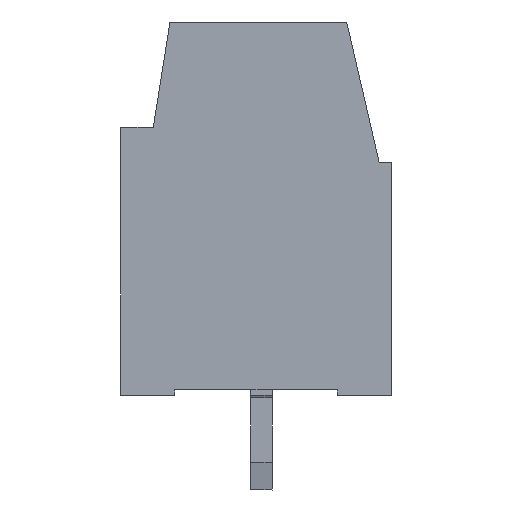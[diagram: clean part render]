
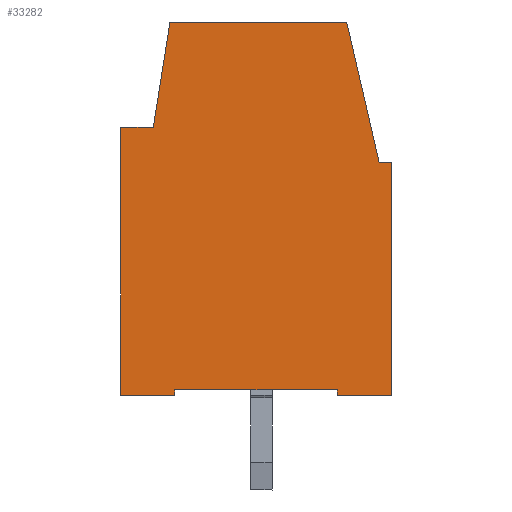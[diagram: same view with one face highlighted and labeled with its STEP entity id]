
A CAD part, left-side view. The second image highlights one B-rep face of the part: STEP entity #33282.
In plain terms, the highlighted planar face has unit normal (-1, 0, 0).
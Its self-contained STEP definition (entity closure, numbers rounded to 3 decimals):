
#33190=AXIS2_PLACEMENT_3D('Plane Axis2P3D',#33187,#33188,#33189) ;
#32798=CARTESIAN_POINT('Vertex',(0.,0.,12.101)) ;
#32801=CARTESIAN_POINT('Line Origine',(0.,0.,7.8)) ;
#32805=CARTESIAN_POINT('Vertex',(0.,0.,3.5)) ;
#33171=CARTESIAN_POINT('Vertex',(0.,0.445,12.1)) ;
#33174=CARTESIAN_POINT('Line Origine',(0.,0.223,12.1)) ;
#33187=CARTESIAN_POINT('Axis2P3D Location',(0.,3.449,14.)) ;
#33192=CARTESIAN_POINT('Line Origine',(0.,1.027,14.623)) ;
#33196=CARTESIAN_POINT('Vertex',(0.,1.609,17.145)) ;
#33199=CARTESIAN_POINT('Line Origine',(0.,1.627,17.223)) ;
#33203=CARTESIAN_POINT('Vertex',(0.,1.645,17.3)) ;
#33206=CARTESIAN_POINT('Line Origine',(0.,4.913,17.3)) ;
#33210=CARTESIAN_POINT('Vertex',(0.,8.181,17.301)) ;
#33213=CARTESIAN_POINT('Line Origine',(0.,8.49,15.351)) ;
#33217=CARTESIAN_POINT('Vertex',(0.,8.799,13.401)) ;
#33220=CARTESIAN_POINT('Line Origine',(0.,9.399,13.401)) ;
#33224=CARTESIAN_POINT('Vertex',(0.,9.999,13.401)) ;
#33227=CARTESIAN_POINT('Line Origine',(0.,10.,8.451)) ;
#33231=CARTESIAN_POINT('Vertex',(0.,10.,3.501)) ;
#33234=CARTESIAN_POINT('Line Origine',(0.,9.,3.501)) ;
#33238=CARTESIAN_POINT('Vertex',(0.,8.,3.501)) ;
#33241=CARTESIAN_POINT('Line Origine',(0.,8.,3.601)) ;
#33245=CARTESIAN_POINT('Vertex',(0.,8.,3.701)) ;
#33248=CARTESIAN_POINT('Line Origine',(0.,5.,3.7)) ;
#33252=CARTESIAN_POINT('Vertex',(0.,2.,3.7)) ;
#33255=CARTESIAN_POINT('Line Origine',(0.,2.,3.6)) ;
#33259=CARTESIAN_POINT('Vertex',(0.,2.,3.5)) ;
#33262=CARTESIAN_POINT('Line Origine',(0.,1.,3.5)) ;
#32802=DIRECTION('Vector Direction',(0.,0.,1.)) ;
#33175=DIRECTION('Vector Direction',(0.,-1.,0.001)) ;
#33188=DIRECTION('Axis2P3D Direction',(1.,0.,0.)) ;
#33189=DIRECTION('Axis2P3D XDirection',(0.,1.,0.)) ;
#33193=DIRECTION('Vector Direction',(0.,0.225,0.974)) ;
#33200=DIRECTION('Vector Direction',(0.,0.225,0.974)) ;
#33207=DIRECTION('Vector Direction',(0.,-1.,0.)) ;
#33214=DIRECTION('Vector Direction',(0.,0.157,-0.988)) ;
#33221=DIRECTION('Vector Direction',(0.,-1.,0.)) ;
#33228=DIRECTION('Vector Direction',(0.,0.,-1.)) ;
#33235=DIRECTION('Vector Direction',(0.,-1.,0.)) ;
#33242=DIRECTION('Vector Direction',(0.,0.,1.)) ;
#33249=DIRECTION('Vector Direction',(0.,-1.,0.)) ;
#33256=DIRECTION('Vector Direction',(0.,0.,-1.)) ;
#33263=DIRECTION('Vector Direction',(0.,-1.,0.)) ;
#32803=VECTOR('Line Direction',#32802,1.) ;
#33176=VECTOR('Line Direction',#33175,1.) ;
#33194=VECTOR('Line Direction',#33193,1.) ;
#33201=VECTOR('Line Direction',#33200,1.) ;
#33208=VECTOR('Line Direction',#33207,1.) ;
#33215=VECTOR('Line Direction',#33214,1.) ;
#33222=VECTOR('Line Direction',#33221,1.) ;
#33229=VECTOR('Line Direction',#33228,1.) ;
#33236=VECTOR('Line Direction',#33235,1.) ;
#33243=VECTOR('Line Direction',#33242,1.) ;
#33250=VECTOR('Line Direction',#33249,1.) ;
#33257=VECTOR('Line Direction',#33256,1.) ;
#33264=VECTOR('Line Direction',#33263,1.) ;
#33268=ORIENTED_EDGE('',*,*,#32807,.T.) ;
#33269=ORIENTED_EDGE('',*,*,#33178,.F.) ;
#33270=ORIENTED_EDGE('',*,*,#33198,.T.) ;
#33271=ORIENTED_EDGE('',*,*,#33205,.T.) ;
#33272=ORIENTED_EDGE('',*,*,#33212,.F.) ;
#33273=ORIENTED_EDGE('',*,*,#33219,.T.) ;
#33274=ORIENTED_EDGE('',*,*,#33226,.F.) ;
#33275=ORIENTED_EDGE('',*,*,#33233,.T.) ;
#33276=ORIENTED_EDGE('',*,*,#33240,.T.) ;
#33277=ORIENTED_EDGE('',*,*,#33247,.T.) ;
#33278=ORIENTED_EDGE('',*,*,#33254,.T.) ;
#33279=ORIENTED_EDGE('',*,*,#33261,.T.) ;
#33280=ORIENTED_EDGE('',*,*,#33266,.T.) ;
#33282=ADVANCED_FACE('COVER',(#33281),#33191,.F.) ;
#32807=EDGE_CURVE('',#32806,#32799,#32804,.T.) ;
#33178=EDGE_CURVE('',#33172,#32799,#33177,.T.) ;
#33198=EDGE_CURVE('',#33172,#33197,#33195,.T.) ;
#33205=EDGE_CURVE('',#33197,#33204,#33202,.T.) ;
#33212=EDGE_CURVE('',#33211,#33204,#33209,.T.) ;
#33219=EDGE_CURVE('',#33211,#33218,#33216,.T.) ;
#33226=EDGE_CURVE('',#33225,#33218,#33223,.T.) ;
#33233=EDGE_CURVE('',#33225,#33232,#33230,.T.) ;
#33240=EDGE_CURVE('',#33232,#33239,#33237,.T.) ;
#33247=EDGE_CURVE('',#33239,#33246,#33244,.T.) ;
#33254=EDGE_CURVE('',#33246,#33253,#33251,.T.) ;
#33261=EDGE_CURVE('',#33253,#33260,#33258,.T.) ;
#33266=EDGE_CURVE('',#33260,#32806,#33265,.T.) ;
#33267=EDGE_LOOP('',(#33268,#33269,#33270,#33271,#33272,#33273,#33274,#33275,#33276,#33277,#33278,#33279,#33280)) ;
#33281=FACE_OUTER_BOUND('',#33267,.T.) ;
#32804=LINE('Line',#32801,#32803) ;
#33177=LINE('Line',#33174,#33176) ;
#33195=LINE('Line',#33192,#33194) ;
#33202=LINE('Line',#33199,#33201) ;
#33209=LINE('Line',#33206,#33208) ;
#33216=LINE('Line',#33213,#33215) ;
#33223=LINE('Line',#33220,#33222) ;
#33230=LINE('Line',#33227,#33229) ;
#33237=LINE('Line',#33234,#33236) ;
#33244=LINE('Line',#33241,#33243) ;
#33251=LINE('Line',#33248,#33250) ;
#33258=LINE('Line',#33255,#33257) ;
#33265=LINE('Line',#33262,#33264) ;
#33191=PLANE('',#33190) ;
#32799=VERTEX_POINT('',#32798) ;
#32806=VERTEX_POINT('',#32805) ;
#33172=VERTEX_POINT('',#33171) ;
#33197=VERTEX_POINT('',#33196) ;
#33204=VERTEX_POINT('',#33203) ;
#33211=VERTEX_POINT('',#33210) ;
#33218=VERTEX_POINT('',#33217) ;
#33225=VERTEX_POINT('',#33224) ;
#33232=VERTEX_POINT('',#33231) ;
#33239=VERTEX_POINT('',#33238) ;
#33246=VERTEX_POINT('',#33245) ;
#33253=VERTEX_POINT('',#33252) ;
#33260=VERTEX_POINT('',#33259) ;
